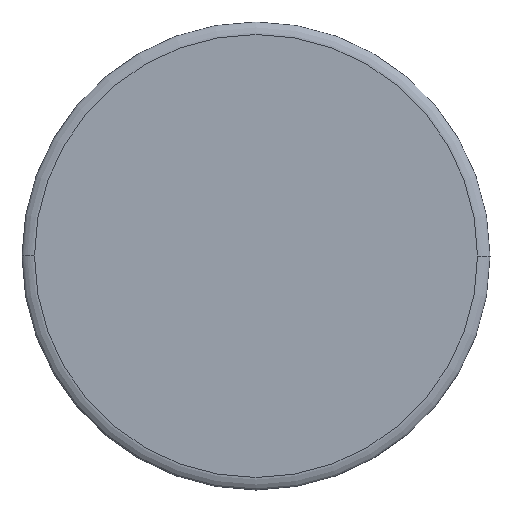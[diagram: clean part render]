
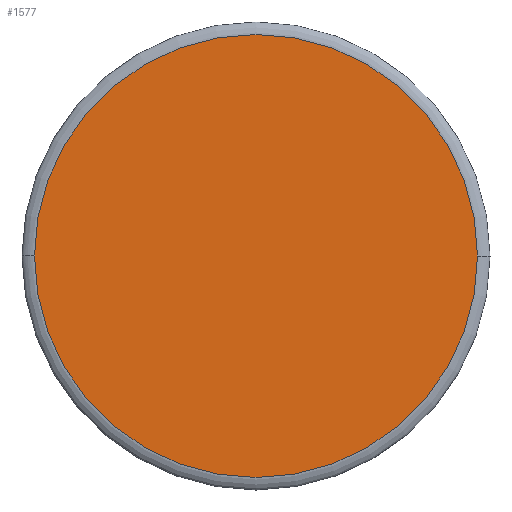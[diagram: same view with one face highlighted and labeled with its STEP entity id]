
A CAD part, front view. The second image highlights one B-rep face of the part: STEP entity #1577.
In plain terms, the highlighted planar face has unit normal (0, -1, 0).
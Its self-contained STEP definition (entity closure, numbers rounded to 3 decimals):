
#1463=CARTESIAN_POINT('',(0.,-0.95,0.));
#1464=DIRECTION('',(0.,-1.,0.));
#1465=DIRECTION('',(-1.,0.,0.));
#1466=AXIS2_PLACEMENT_3D('',#1463,#1464,#1465);
#1468=CARTESIAN_POINT('',(0.,-0.95,0.));
#1469=DIRECTION('',(0.,-1.,0.));
#1470=DIRECTION('',(1.,0.,0.));
#1471=AXIS2_PLACEMENT_3D('',#1468,#1469,#1470);
#1501=CARTESIAN_POINT('',(-21.3,-0.95,0.));
#1502=CARTESIAN_POINT('',(21.3,-0.95,0.));
#1503=VERTEX_POINT('',#1501);
#1504=VERTEX_POINT('',#1502);
#1567=CARTESIAN_POINT('',(0.,-0.95,0.));
#1568=DIRECTION('',(0.,-1.,0.));
#1569=DIRECTION('',(1.,0.,0.));
#1570=AXIS2_PLACEMENT_3D('',#1567,#1568,#1569);
#1571=PLANE('',#1570);
#1573=ORIENTED_EDGE('',*,*,#1572,.F.);
#1574=ORIENTED_EDGE('',*,*,#1557,.F.);
#1575=EDGE_LOOP('',(#1573,#1574));
#1576=FACE_OUTER_BOUND('',#1575,.F.);
#1467=CIRCLE('',#1466,21.3);
#1472=CIRCLE('',#1471,21.3);
#1557=EDGE_CURVE('',#1504,#1503,#1472,.T.);
#1572=EDGE_CURVE('',#1503,#1504,#1467,.T.);
#1577=ADVANCED_FACE('',(#1576),#1571,.T.);
